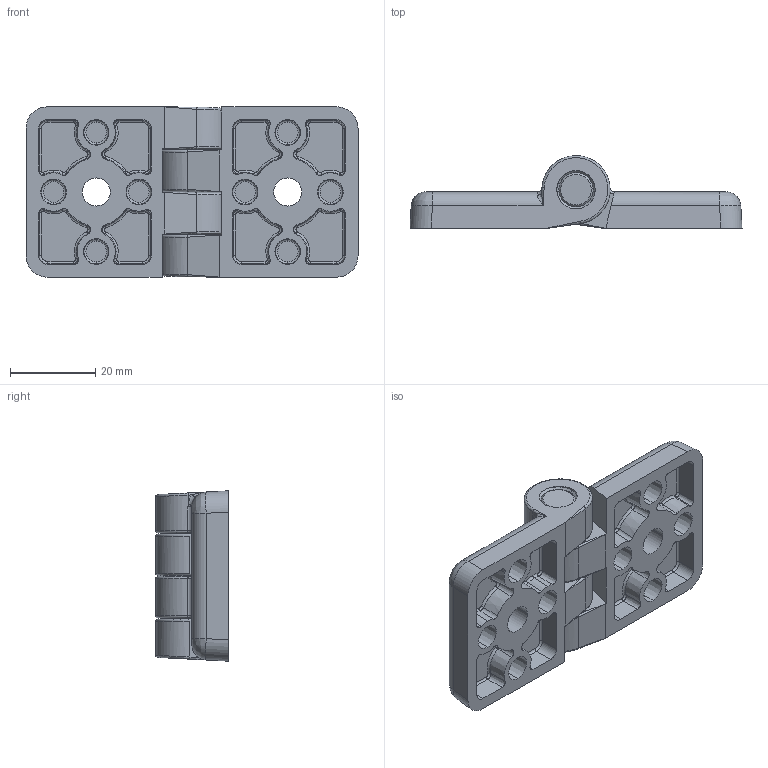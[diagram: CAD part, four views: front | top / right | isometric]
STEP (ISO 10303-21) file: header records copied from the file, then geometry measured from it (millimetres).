
FILE_DESCRIPTION (( 'STEP AP214' ), '1' );
FILE_NAME ('095ks4040f00.STEP', '2014-08-14T06:49:46', ( '' ), ( '' ), 'SwSTEP 2.0', 'SolidWorks 2014', '' );
FILE_SCHEMA (( 'AUTOMOTIVE_DESIGN' ));
Length unit declared in the file: millimetre
Products named in the file (3): 095ks4040f00; 340me031e; 095ks40f00
Assembly tree (3 placements, depth 2):
  095ks4040f00
    095ks40f00  x2
    340me031e
Bounding box: 78 x 17 x 40.01 mm (x, y, z)
Volume: 21884.2 mm3; surface area: 14164.7 mm2
Topology: 3 solids, 3 shells, 347 faces, 816 edges, 490 vertices
Faces by surface type: cylinder 74, bspline 74, cone 72, torus 66, plane 61
Entity records: 6789 total; most frequent: CARTESIAN_POINT 2855, ORIENTED_EDGE 834, DIRECTION 784, EDGE_CURVE 417, AXIS2_PLACEMENT_3D 334, VERTEX_POINT 251, EDGE_LOOP 194, CIRCLE 186
